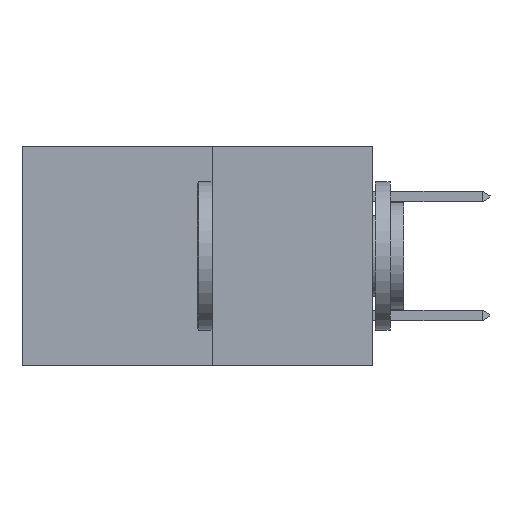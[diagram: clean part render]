
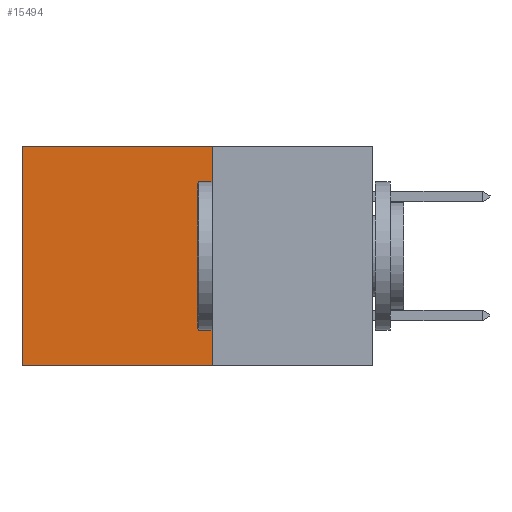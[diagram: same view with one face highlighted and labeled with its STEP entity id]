
A CAD part, left-side view. The second image highlights one B-rep face of the part: STEP entity #15494.
In plain terms, the highlighted planar face has unit normal (-1, 0, 0).
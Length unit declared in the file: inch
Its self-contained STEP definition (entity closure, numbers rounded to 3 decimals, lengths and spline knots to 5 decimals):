
#704 = DIRECTION ( 'NONE',  ( 1., 0., 0. ) ) ;
#1929 = VECTOR ( 'NONE', #21511, 39.37008 ) ;
#2345 = CARTESIAN_POINT ( 'NONE',  ( 0.277, 0.27, -0.37 ) ) ;
#2727 = EDGE_CURVE ( 'NONE', #16227, #26535, #5358, .T. ) ;
#3370 = CARTESIAN_POINT ( 'NONE',  ( 0.277, 0.27, -0.37 ) ) ;
#3788 = CARTESIAN_POINT ( 'NONE',  ( 0.277, 0.59, -0.37 ) ) ;
#4320 = LINE ( 'NONE', #2345, #15981 ) ;
#4330 = CARTESIAN_POINT ( 'NONE',  ( 0.277, 0.27, 0. ) ) ;
#5358 = LINE ( 'NONE', #15105, #27127 ) ;
#5373 = FACE_OUTER_BOUND ( 'NONE', #14665, .T. ) ;
#8050 = ORIENTED_EDGE ( 'NONE', *, *, #25920, .T. ) ;
#8982 = VECTOR ( 'NONE', #27978, 39.37008 ) ;
#9269 = LINE ( 'NONE', #12819, #8982 ) ;
#12164 = VERTEX_POINT ( 'NONE', #3370 ) ;
#12819 = CARTESIAN_POINT ( 'NONE',  ( 0.277, 0.27, 0. ) ) ;
#13799 = PLANE ( 'NONE',  #19922 ) ;
#14665 = EDGE_LOOP ( 'NONE', ( #17536, #16817, #15582, #8050 ) ) ;
#15105 = CARTESIAN_POINT ( 'NONE',  ( 0.277, 0.59, -0.37 ) ) ;
#15130 = DIRECTION ( 'NONE',  ( 0., 0., -1. ) ) ;
#15494 = ADVANCED_FACE ( 'NONE', ( #5373 ), #13799, .F. ) ;
#15582 = ORIENTED_EDGE ( 'NONE', *, *, #17084, .F. ) ;
#15981 = VECTOR ( 'NONE', #17664, 39.37008 ) ;
#16037 = DIRECTION ( 'NONE',  ( 0., 0., -1. ) ) ;
#16227 = VERTEX_POINT ( 'NONE', #18183 ) ;
#16817 = ORIENTED_EDGE ( 'NONE', *, *, #17244, .F. ) ;
#17084 = EDGE_CURVE ( 'NONE', #21711, #12164, #19421, .T. ) ;
#17244 = EDGE_CURVE ( 'NONE', #12164, #26535, #4320, .T. ) ;
#17536 = ORIENTED_EDGE ( 'NONE', *, *, #2727, .T. ) ;
#17664 = DIRECTION ( 'NONE',  ( 0., 1., 0. ) ) ;
#18183 = CARTESIAN_POINT ( 'NONE',  ( 0.277, 0.59, 0. ) ) ;
#19324 = CARTESIAN_POINT ( 'NONE',  ( 0.277, 0.27, -0.37 ) ) ;
#19421 = LINE ( 'NONE', #19324, #1929 ) ;
#19922 = AXIS2_PLACEMENT_3D ( 'NONE', #26819, #704, #16037 ) ;
#21511 = DIRECTION ( 'NONE',  ( 0., 0., -1. ) ) ;
#21711 = VERTEX_POINT ( 'NONE', #4330 ) ;
#25920 = EDGE_CURVE ( 'NONE', #21711, #16227, #9269, .T. ) ;
#26535 = VERTEX_POINT ( 'NONE', #3788 ) ;
#26819 = CARTESIAN_POINT ( 'NONE',  ( 0.277, 0.27, -0.37 ) ) ;
#27127 = VECTOR ( 'NONE', #15130, 39.37008 ) ;
#27978 = DIRECTION ( 'NONE',  ( 0., 1., 0. ) ) ;
